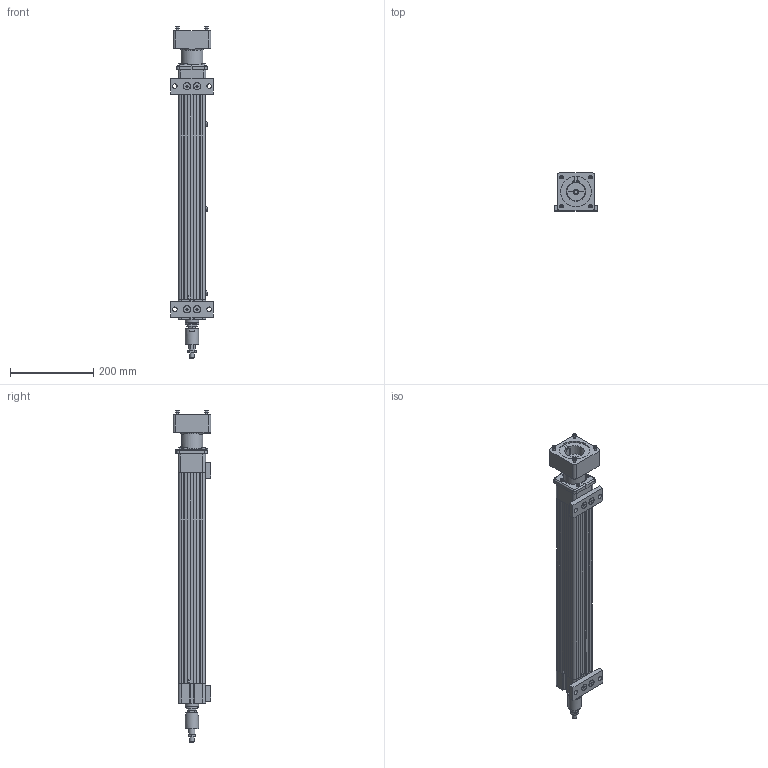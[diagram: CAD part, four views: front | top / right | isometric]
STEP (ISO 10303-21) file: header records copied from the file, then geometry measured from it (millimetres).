
FILE_DESCRIPTION (( 'STEP AP203' ), '1' );
FILE_NAME ('RS-474938-1.step', '2024-11-14T06:09:42', ( '' ), ( '' ), 'SwSTEP 2.0', 'SolidWorks 2024', '' );
FILE_SCHEMA (( 'CONFIG_CONTROL_DESIGN' ));
Length unit declared in the file: inch
Products named in the file (10): 11241057_RS-474938-1; 11249810_RS-474938-1; RS-474938-1; tempJoin0_11329065_RS-474938-1; tempJoin0_45109054_RS-474938-1; Base_RS-474938-1; 11249004_RS-474938-1; 21241017_RS-474938-1; tempJoin0_11329433_RS-474938-1; 11329023_RS-474938-1
Assembly tree (12 placements, depth 2):
  RS-474938-1
    11249004_RS-474938-1
    11241057_RS-474938-1
    11249810_RS-474938-1  x3
    21241017_RS-474938-1
    11329023_RS-474938-1  x2
    tempJoin0_45109054_RS-474938-1
    tempJoin0_11329065_RS-474938-1
    tempJoin0_11329433_RS-474938-1
    Base_RS-474938-1
Bounding box: 101.6 x 90.49 x 795.8 mm (x, y, z)
Volume: 2332677.8 mm3; surface area: 471677.4 mm2
Topology: 16 solids, 23 shells, 1553 faces, 3886 edges, 2526 vertices
Faces by surface type: plane 895, cylinder 325, bspline 197, cone 88, torus 24, sphere 24
Full cylindrical faces by diameter (mm): 1 x6, 2.25 x6, 2.362 x2, 2.5 x12, 2.997 x6, 4.2 x8, 4.201 x4, 4.768 x2, 4.826 x2, 4.978 x4, 5 x12, 5.001 x4, 5.334 x4, 5.69 x4, 6.528 x4, 7 x1, 7.938 x4, 8.5 x12, 8.572 x2, 8.89 x4, 8.992 x4, 9.728 x1, 9.921 x2, 9.98 x1, 10 x9, 11.1 x4, 11.112 x4, 11.113 x1, 11.176 x4, 11.938 x4
Entity records: 35848 total; most frequent: CARTESIAN_POINT 9361, DIRECTION 5183, ORIENTED_EDGE 4970, EDGE_CURVE 2485, AXIS2_PLACEMENT_3D 1870, VERTEX_POINT 1712, EDGE_LOOP 1479, VECTOR 1443
